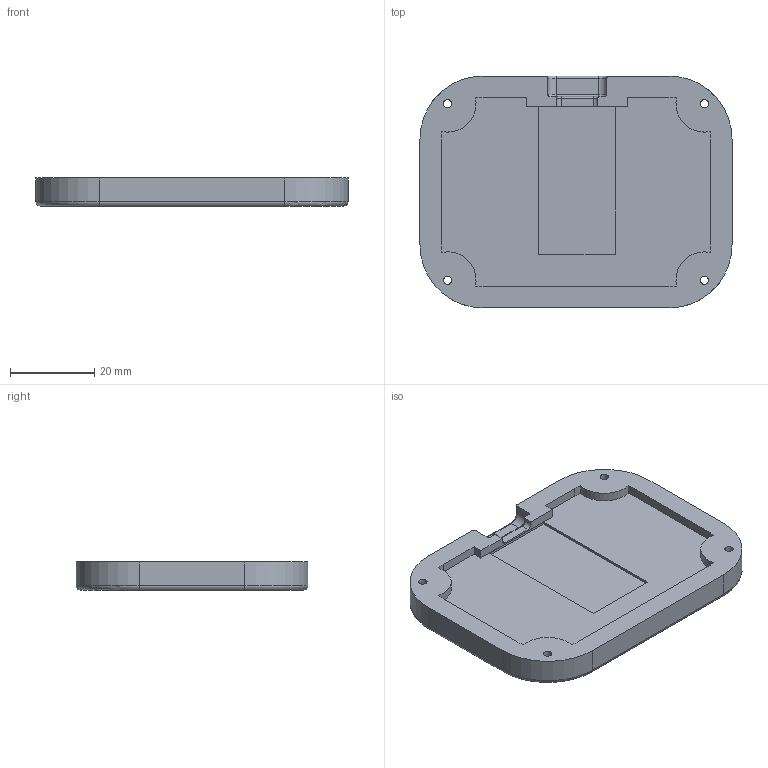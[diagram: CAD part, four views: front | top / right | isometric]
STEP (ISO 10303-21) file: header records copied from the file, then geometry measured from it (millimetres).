
FILE_DESCRIPTION(/* description */ (''),/* implementation_level */ '2;1');
FILE_NAME(/* name */ 'HonkBottom.step',/* time_stamp */ '2020-07-03T07:41:45-04:00',/* author */ (''),/* organization */ (''),/* preprocessor_version */ 'ST-DEVELOPER v18.1',/* originating_system */ 'Autodesk Translation Framework v9.3.0.1241',/* authorisation */ '');
FILE_SCHEMA (('AUTOMOTIVE_DESIGN { 1 0 10303 214 3 1 1 }'));
Length unit declared in the file: millimetre
Products named in the file (1): HonkBottom
Bounding box: 74.15 x 55.1 x 6.67 mm (x, y, z)
Volume: 18418.8 mm3; surface area: 10327.6 mm2
Topology: 1 solids, 1 shells, 122 faces, 315 edges, 202 vertices
Faces by surface type: cylinder 42, plane 37, bspline 21, torus 18, cone 4
Full cylindrical faces by diameter (mm): 0.858 x1, 2 x4, 3.5 x4
Entity records: 6177 total; most frequent: CARTESIAN_POINT 3250, ORIENTED_EDGE 630, DIRECTION 584, EDGE_CURVE 315, AXIS2_PLACEMENT_3D 224, VERTEX_POINT 202, EDGE_LOOP 137, LINE 136
